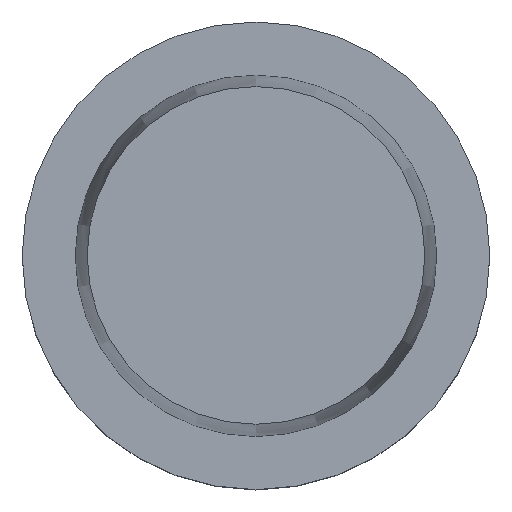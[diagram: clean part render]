
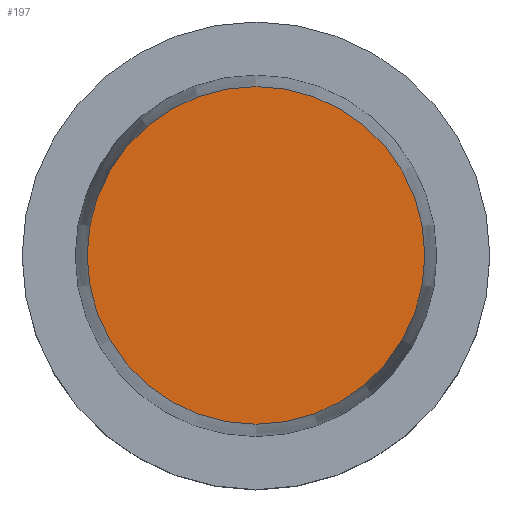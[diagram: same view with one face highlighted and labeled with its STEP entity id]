
A CAD part, top view. The second image highlights one B-rep face of the part: STEP entity #197.
In plain terms, the highlighted planar face has unit normal (0, 0, 1).
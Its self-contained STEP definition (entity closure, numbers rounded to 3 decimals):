
#197=ADVANCED_FACE('',(#208),#206,.F.);
#206=PLANE('',#530);
#208=FACE_OUTER_BOUND('',#258,.T.);
#258=EDGE_LOOP('',(#310));
#310=ORIENTED_EDGE('',*,*,#365,.F.);
#338=VERTEX_POINT('',#757);
#365=EDGE_CURVE('',#338,#338,#391,.T.);
#391=CIRCLE('',#529,22.722);
#529=AXIS2_PLACEMENT_3D('',#756,#649,#650);
#530=AXIS2_PLACEMENT_3D('',#758,#651,#652);
#649=DIRECTION('',(0.,0.,-1.));
#650=DIRECTION('',(0.,-1.,0.));
#651=DIRECTION('',(0.,0.,-1.));
#652=DIRECTION('',(0.,-1.,0.));
#756=CARTESIAN_POINT('',(0.,0.,
31.9));
#757=CARTESIAN_POINT('',(0.,-22.722,31.9));
#758=CARTESIAN_POINT('',(0.,0.,
31.9));
